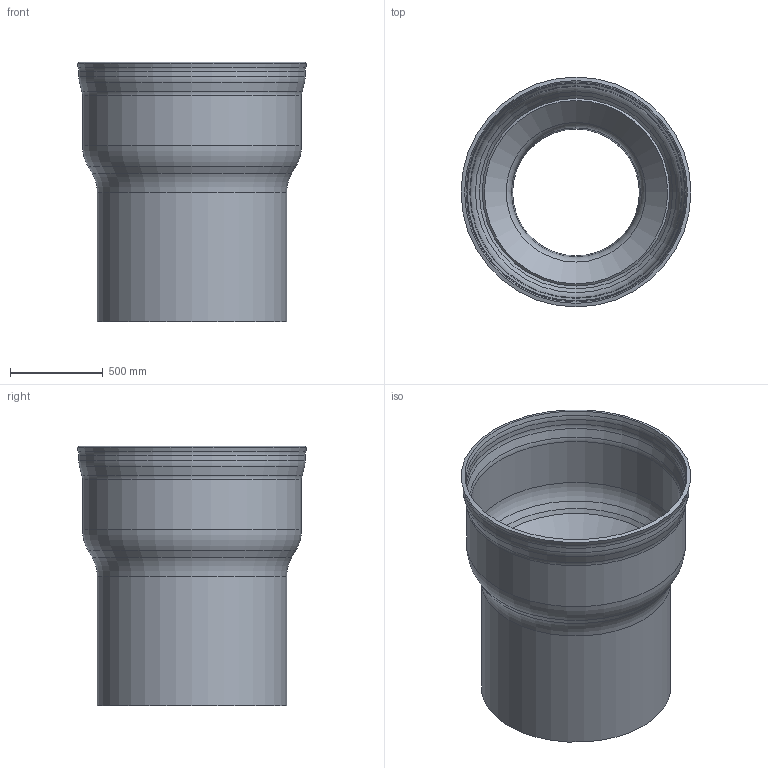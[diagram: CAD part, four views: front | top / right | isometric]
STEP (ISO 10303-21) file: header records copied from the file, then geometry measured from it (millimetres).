
FILE_DESCRIPTION(/* description */ (''),/* implementation_level */ '2;1');
FILE_NAME(/* name */ '16341.070X_3D.stp',/* time_stamp */ '2024-12-12T07:24:04+01:00',/* author */ ('CAD'),/* organization */ (''),/* preprocessor_version */ 'ST-DEVELOPER v20',/* originating_system */ 'AutoCAD Mechanical',/* authorisation */ '');
FILE_SCHEMA (('AUTOMOTIVE_DESIGN { 1 0 10303 214 3 1 1 }'));
Length unit declared in the file: centimetre
Products named in the file (2): Product; *S0
Assembly tree (1 placements, depth 2):
  Product
    *S0
Bounding box: 1238.58 x 1238.58 x 1400 mm (x, y, z)
Volume: 126430881.9 mm3; surface area: 13646272.1 mm2
Topology: 2 solids, 2 shells, 36 faces, 100 edges, 66 vertices
Faces by surface type: torus 14, cone 13, cylinder 8, plane 1
Full cylindrical faces by diameter (mm): 698 x1, 730 x1, 980 x1, 1020 x1, 1140 x1, 1180 x2, 1220 x1
Entity records: 1276 total; most frequent: DIRECTION 256, CARTESIAN_POINT 205, ORIENTED_EDGE 198, AXIS2_PLACEMENT_3D 117, EDGE_CURVE 99, CIRCLE 78, VERTEX_POINT 64, EDGE_LOOP 37
